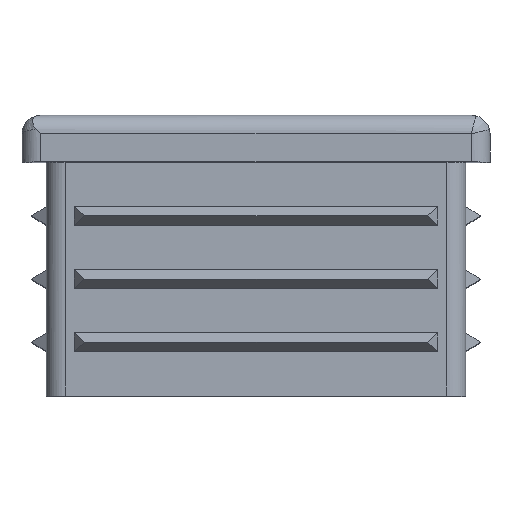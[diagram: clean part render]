
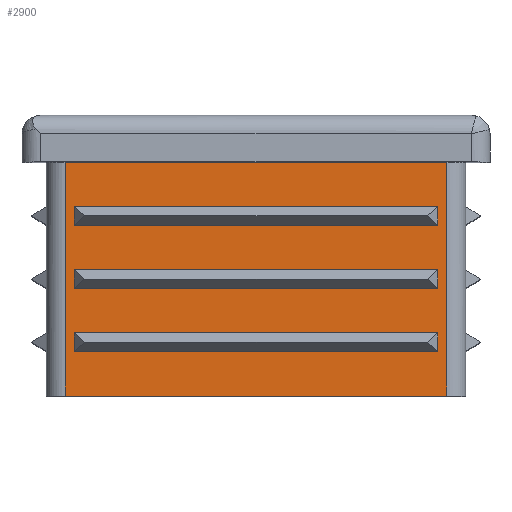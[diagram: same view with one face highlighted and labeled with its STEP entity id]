
A CAD part, top view. The second image highlights one B-rep face of the part: STEP entity #2900.
In plain terms, the highlighted planar face has unit normal (0, 0, 1).
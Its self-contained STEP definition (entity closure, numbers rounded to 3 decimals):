
#6 = VECTOR ( 'NONE', #3118, 1000. ) ;
#33 = EDGE_LOOP ( 'NONE', ( #1080, #2418, #909, #1566 ) ) ;
#42 = CARTESIAN_POINT ( 'NONE',  ( 26.85, 4.75, 22.4 ) ) ;
#89 = LINE ( 'NONE', #1315, #1893 ) ;
#108 = DIRECTION ( 'NONE',  ( 0., 1., 0. ) ) ;
#137 = CARTESIAN_POINT ( 'NONE',  ( -20.4, 25., 22.4 ) ) ;
#155 = EDGE_CURVE ( 'NONE', #1341, #1201, #1515, .T. ) ;
#183 = DIRECTION ( 'NONE',  ( 0., 1., 0. ) ) ;
#196 = ORIENTED_EDGE ( 'NONE', *, *, #155, .F. ) ;
#213 = CARTESIAN_POINT ( 'NONE',  ( 19.4, 6.75, 22.4 ) ) ;
#216 = LINE ( 'NONE', #2752, #959 ) ;
#230 = ORIENTED_EDGE ( 'NONE', *, *, #582, .T. ) ;
#256 = DIRECTION ( 'NONE',  ( -1., 0., 0. ) ) ;
#268 = LINE ( 'NONE', #2540, #1057 ) ;
#269 = ORIENTED_EDGE ( 'NONE', *, *, #2309, .T. ) ;
#279 = VECTOR ( 'NONE', #3017, 1000. ) ;
#297 = EDGE_CURVE ( 'NONE', #1918, #2842, #839, .T. ) ;
#324 = VECTOR ( 'NONE', #1866, 1000. ) ;
#373 = VERTEX_POINT ( 'NONE', #2973 ) ;
#390 = EDGE_LOOP ( 'NONE', ( #1331, #269, #230, #196 ) ) ;
#393 = CARTESIAN_POINT ( 'NONE',  ( 19.4, -17.708, 22.4 ) ) ;
#425 = DIRECTION ( 'NONE',  ( -1., 0., 0. ) ) ;
#434 = VERTEX_POINT ( 'NONE', #1747 ) ;
#444 = CARTESIAN_POINT ( 'NONE',  ( -19.4, 18.25, 22.4 ) ) ;
#505 = VECTOR ( 'NONE', #2046, 1000. ) ;
#511 = LINE ( 'NONE', #2221, #3178 ) ;
#565 = EDGE_CURVE ( 'NONE', #2591, #2719, #1853, .T. ) ;
#582 = EDGE_CURVE ( 'NONE', #1668, #1201, #1061, .T. ) ;
#640 = LINE ( 'NONE', #393, #2818 ) ;
#663 = VERTEX_POINT ( 'NONE', #137 ) ;
#711 = EDGE_LOOP ( 'NONE', ( #790, #2908, #3128, #2132 ) ) ;
#722 = VECTOR ( 'NONE', #425, 1000. ) ;
#784 = EDGE_CURVE ( 'NONE', #1741, #663, #1714, .T. ) ;
#790 = ORIENTED_EDGE ( 'NONE', *, *, #784, .T. ) ;
#839 = LINE ( 'NONE', #1595, #3210 ) ;
#848 = DIRECTION ( 'NONE',  ( 0., 0., -1. ) ) ;
#868 = CARTESIAN_POINT ( 'NONE',  ( 19.4, -17.708, 22.4 ) ) ;
#888 = LINE ( 'NONE', #1397, #2553 ) ;
#895 = EDGE_CURVE ( 'NONE', #2525, #984, #511, .T. ) ;
#909 = ORIENTED_EDGE ( 'NONE', *, *, #2590, .T. ) ;
#947 = VERTEX_POINT ( 'NONE', #213 ) ;
#959 = VECTOR ( 'NONE', #1725, 1000. ) ;
#984 = VERTEX_POINT ( 'NONE', #1418 ) ;
#1049 = CARTESIAN_POINT ( 'NONE',  ( 26.85, 20.25, 22.4 ) ) ;
#1057 = VECTOR ( 'NONE', #2042, 1000. ) ;
#1061 = LINE ( 'NONE', #1323, #6 ) ;
#1073 = DIRECTION ( 'NONE',  ( 0., -1., 0. ) ) ;
#1080 = ORIENTED_EDGE ( 'NONE', *, *, #2368, .F. ) ;
#1141 = DIRECTION ( 'NONE',  ( -1., 0., 0. ) ) ;
#1201 = VERTEX_POINT ( 'NONE', #2264 ) ;
#1248 = ORIENTED_EDGE ( 'NONE', *, *, #2321, .T. ) ;
#1315 = CARTESIAN_POINT ( 'NONE',  ( -20.4, 20.25, 22.4 ) ) ;
#1323 = CARTESIAN_POINT ( 'NONE',  ( -19.4, -17.708, 22.4 ) ) ;
#1331 = ORIENTED_EDGE ( 'NONE', *, *, #2003, .F. ) ;
#1341 = VERTEX_POINT ( 'NONE', #2439 ) ;
#1397 = CARTESIAN_POINT ( 'NONE',  ( 26.85, 18.25, 22.4 ) ) ;
#1401 = CARTESIAN_POINT ( 'NONE',  ( 19.4, -17.708, 22.4 ) ) ;
#1418 = CARTESIAN_POINT ( 'NONE',  ( -19.4, 20.25, 22.4 ) ) ;
#1479 = EDGE_CURVE ( 'NONE', #1918, #1741, #1540, .T. ) ;
#1506 = CARTESIAN_POINT ( 'NONE',  ( -19.4, 4.75, 22.4 ) ) ;
#1515 = LINE ( 'NONE', #2512, #2641 ) ;
#1523 = DIRECTION ( 'NONE',  ( 0., 1., 0. ) ) ;
#1540 = LINE ( 'NONE', #2552, #279 ) ;
#1557 = LINE ( 'NONE', #42, #2263 ) ;
#1566 = ORIENTED_EDGE ( 'NONE', *, *, #3081, .F. ) ;
#1595 = CARTESIAN_POINT ( 'NONE',  ( 26.85, 0., 22.4 ) ) ;
#1620 = PLANE ( 'NONE',  #2162 ) ;
#1668 = VERTEX_POINT ( 'NONE', #2409 ) ;
#1671 = DIRECTION ( 'NONE',  ( 0., 1., 0. ) ) ;
#1714 = LINE ( 'NONE', #2727, #1791 ) ;
#1716 = EDGE_LOOP ( 'NONE', ( #3234, #1248, #1780, #2621 ) ) ;
#1724 = EDGE_CURVE ( 'NONE', #2719, #984, #2825, .T. ) ;
#1725 = DIRECTION ( 'NONE',  ( -1., 0., 0. ) ) ;
#1741 = VERTEX_POINT ( 'NONE', #2844 ) ;
#1747 = CARTESIAN_POINT ( 'NONE',  ( -19.4, 6.75, 22.4 ) ) ;
#1780 = ORIENTED_EDGE ( 'NONE', *, *, #895, .T. ) ;
#1791 = VECTOR ( 'NONE', #1141, 1000. ) ;
#1816 = CARTESIAN_POINT ( 'NONE',  ( 19.4, 18.25, 22.4 ) ) ;
#1853 = LINE ( 'NONE', #868, #324 ) ;
#1866 = DIRECTION ( 'NONE',  ( 0., 1., 0. ) ) ;
#1893 = VECTOR ( 'NONE', #1073, 1000. ) ;
#1916 = CARTESIAN_POINT ( 'NONE',  ( 19.4, 20.25, 22.4 ) ) ;
#1918 = VERTEX_POINT ( 'NONE', #2916 ) ;
#1926 = VECTOR ( 'NONE', #183, 1000. ) ;
#2003 = EDGE_CURVE ( 'NONE', #373, #1341, #2950, .T. ) ;
#2042 = DIRECTION ( 'NONE',  ( 0., 1., 0. ) ) ;
#2046 = DIRECTION ( 'NONE',  ( -1., 0., 0. ) ) ;
#2126 = CARTESIAN_POINT ( 'NONE',  ( 19.4, 4.75, 22.4 ) ) ;
#2132 = ORIENTED_EDGE ( 'NONE', *, *, #1479, .T. ) ;
#2162 = AXIS2_PLACEMENT_3D ( 'NONE', #2627, #848, #108 ) ;
#2180 = CARTESIAN_POINT ( 'NONE',  ( 26.85, 11.5, 22.4 ) ) ;
#2221 = CARTESIAN_POINT ( 'NONE',  ( -19.4, -17.708, 22.4 ) ) ;
#2263 = VECTOR ( 'NONE', #2840, 1000. ) ;
#2264 = CARTESIAN_POINT ( 'NONE',  ( -19.4, 13.5, 22.4 ) ) ;
#2309 = EDGE_CURVE ( 'NONE', #373, #1668, #2650, .T. ) ;
#2321 = EDGE_CURVE ( 'NONE', #2591, #2525, #888, .T. ) ;
#2339 = FACE_BOUND ( 'NONE', #390, .T. ) ;
#2357 = FACE_OUTER_BOUND ( 'NONE', #711, .T. ) ;
#2368 = EDGE_CURVE ( 'NONE', #2797, #947, #640, .T. ) ;
#2409 = CARTESIAN_POINT ( 'NONE',  ( -19.4, 11.5, 22.4 ) ) ;
#2418 = ORIENTED_EDGE ( 'NONE', *, *, #2639, .T. ) ;
#2439 = CARTESIAN_POINT ( 'NONE',  ( 19.4, 13.5, 22.4 ) ) ;
#2512 = CARTESIAN_POINT ( 'NONE',  ( 26.85, 13.5, 22.4 ) ) ;
#2525 = VERTEX_POINT ( 'NONE', #444 ) ;
#2540 = CARTESIAN_POINT ( 'NONE',  ( -19.4, -17.708, 22.4 ) ) ;
#2552 = CARTESIAN_POINT ( 'NONE',  ( 20.4, 20.25, 22.4 ) ) ;
#2553 = VECTOR ( 'NONE', #3189, 1000. ) ;
#2571 = CARTESIAN_POINT ( 'NONE',  ( -20.4, 0., 22.4 ) ) ;
#2590 = EDGE_CURVE ( 'NONE', #3035, #434, #268, .T. ) ;
#2591 = VERTEX_POINT ( 'NONE', #1816 ) ;
#2595 = DIRECTION ( 'NONE',  ( -1., 0., 0. ) ) ;
#2621 = ORIENTED_EDGE ( 'NONE', *, *, #1724, .F. ) ;
#2627 = CARTESIAN_POINT ( 'NONE',  ( 26.85, 20.25, 22.4 ) ) ;
#2639 = EDGE_CURVE ( 'NONE', #2797, #3035, #1557, .T. ) ;
#2641 = VECTOR ( 'NONE', #256, 1000. ) ;
#2650 = LINE ( 'NONE', #2180, #722 ) ;
#2719 = VERTEX_POINT ( 'NONE', #1916 ) ;
#2727 = CARTESIAN_POINT ( 'NONE',  ( 26.85, 25., 22.4 ) ) ;
#2752 = CARTESIAN_POINT ( 'NONE',  ( 26.85, 6.75, 22.4 ) ) ;
#2797 = VERTEX_POINT ( 'NONE', #2126 ) ;
#2818 = VECTOR ( 'NONE', #1671, 1000. ) ;
#2825 = LINE ( 'NONE', #1049, #505 ) ;
#2840 = DIRECTION ( 'NONE',  ( -1., 0., 0. ) ) ;
#2842 = VERTEX_POINT ( 'NONE', #2571 ) ;
#2844 = CARTESIAN_POINT ( 'NONE',  ( 20.4, 25., 22.4 ) ) ;
#2857 = FACE_BOUND ( 'NONE', #1716, .T. ) ;
#2889 = FACE_BOUND ( 'NONE', #33, .T. ) ;
#2900 = ADVANCED_FACE ( 'NONE', ( #2889, #2339, #2857, #2357 ), #1620, .F. ) ;
#2908 = ORIENTED_EDGE ( 'NONE', *, *, #3222, .T. ) ;
#2916 = CARTESIAN_POINT ( 'NONE',  ( 20.4, 0., 22.4 ) ) ;
#2950 = LINE ( 'NONE', #1401, #1926 ) ;
#2973 = CARTESIAN_POINT ( 'NONE',  ( 19.4, 11.5, 22.4 ) ) ;
#3017 = DIRECTION ( 'NONE',  ( 0., 1., 0. ) ) ;
#3035 = VERTEX_POINT ( 'NONE', #1506 ) ;
#3081 = EDGE_CURVE ( 'NONE', #947, #434, #216, .T. ) ;
#3118 = DIRECTION ( 'NONE',  ( 0., 1., 0. ) ) ;
#3128 = ORIENTED_EDGE ( 'NONE', *, *, #297, .F. ) ;
#3178 = VECTOR ( 'NONE', #1523, 1000. ) ;
#3189 = DIRECTION ( 'NONE',  ( -1., 0., 0. ) ) ;
#3210 = VECTOR ( 'NONE', #2595, 1000. ) ;
#3222 = EDGE_CURVE ( 'NONE', #663, #2842, #89, .T. ) ;
#3234 = ORIENTED_EDGE ( 'NONE', *, *, #565, .F. ) ;
